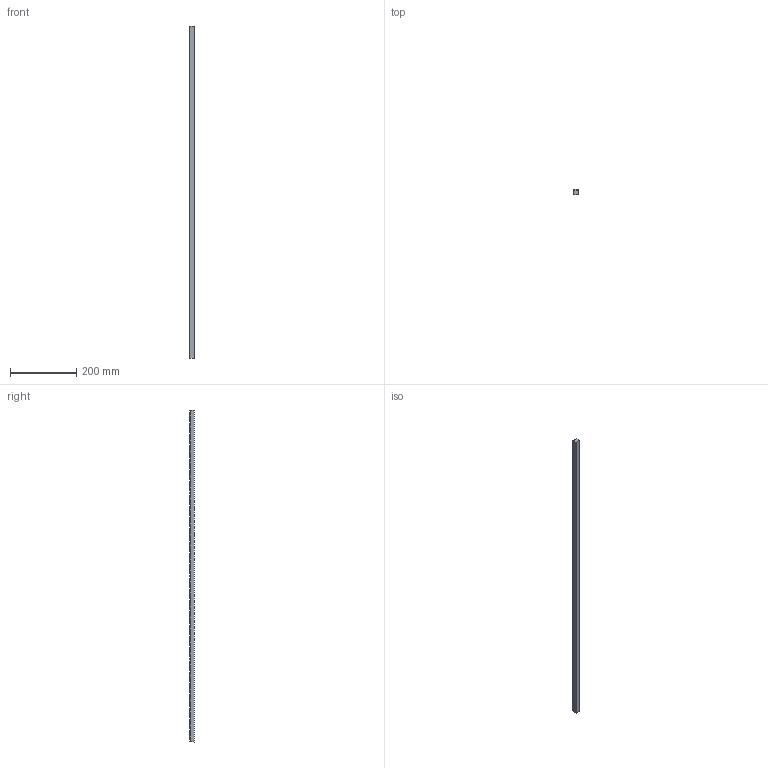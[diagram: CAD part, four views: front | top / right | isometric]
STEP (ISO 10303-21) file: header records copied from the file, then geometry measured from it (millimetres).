
FILE_DESCRIPTION((''),'2;1');
FILE_NAME('SRAF1_5-1000','2022-12-02T',('SYSTEM'),(''),'PRO/ENGINEER BY PARAMETRIC TECHNOLOGY CORPORATION, 2016360','PRO/ENGINEER BY PARAMETRIC TECHNOLOGY CORPORATION, 2016360','');
FILE_SCHEMA(('AUTOMOTIVE_DESIGN { 1 0 10303 214 1 1 1 1 }'));
Length unit declared in the file: millimetre
Products named in the file (1): SRAF1_5-1000
Bounding box: 15 x 15 x 999.03 mm (x, y, z)
Volume: 201309.2 mm3; surface area: 71345.7 mm2
Topology: 1 solids, 1 shells, 1276 faces, 3822 edges, 2548 vertices
Faces by surface type: plane 852, cylinder 424
Entity records: 54555 total; most frequent: CARTESIAN_POINT 7672, ORIENTED_EDGE 7644, DIRECTION 7212, PRESENTATION_STYLE_ASSIGNMENT 3823, STYLED_ITEM 3823, CURVE_STYLE 3822, EDGE_CURVE 3822, VECTOR 2972
